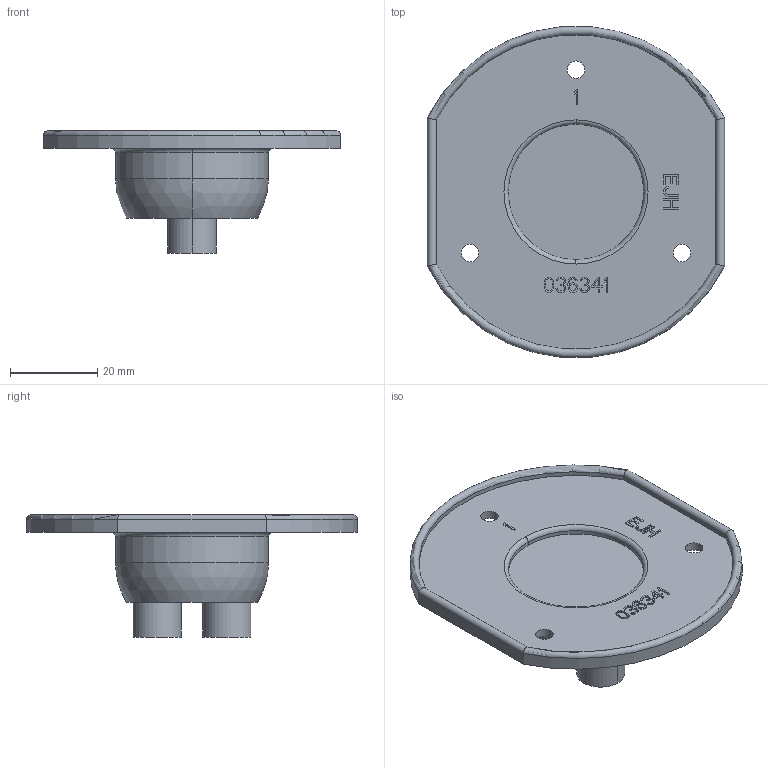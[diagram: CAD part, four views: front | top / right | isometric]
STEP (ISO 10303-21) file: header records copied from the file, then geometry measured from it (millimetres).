
FILE_DESCRIPTION((''),'2;1');
FILE_NAME('036341','2020-10-08T09:15:47',('teru'),(''),'CREO PARAMETRIC BY PTC INC, 2017380','CREO PARAMETRIC BY PTC INC, 2017380','');
FILE_SCHEMA(('CONFIG_CONTROL_DESIGN'));
Length unit declared in the file: millimetre
Products named in the file (1): 036341
Bounding box: 68 x 75.72 x 28 mm (x, y, z)
Volume: 24171.3 mm3; surface area: 12245.5 mm2
Topology: 1 solids, 3 shells, 357 faces, 994 edges, 658 vertices
Faces by surface type: plane 319, cylinder 24, torus 10, sphere 4
Entity records: 11352 total; most frequent: CARTESIAN_POINT 2089, ORIENTED_EDGE 1988, DIRECTION 1762, EDGE_CURVE 994, VECTOR 916, LINE 916, VERTEX_POINT 658, AXIS2_PLACEMENT_3D 423
